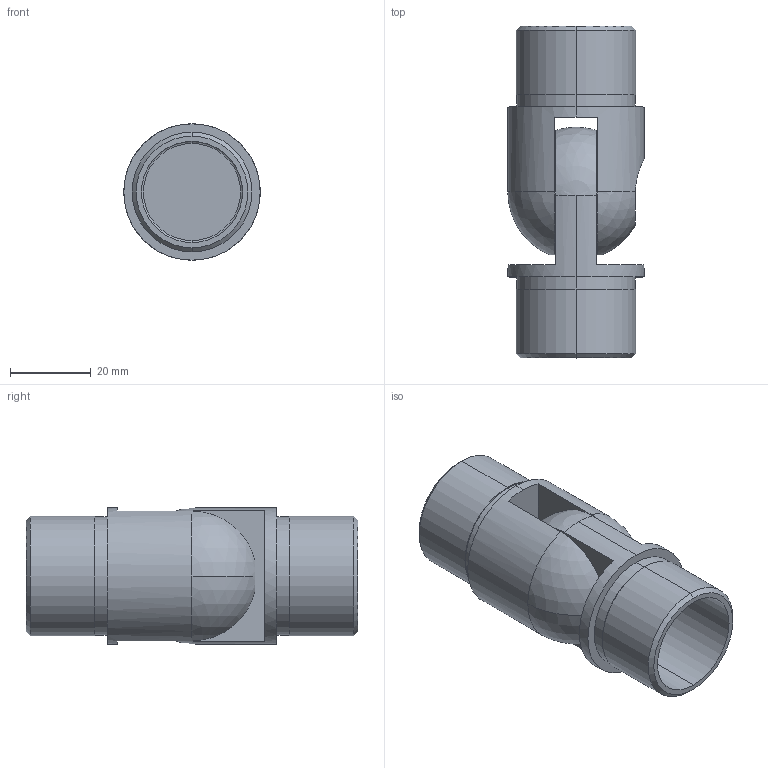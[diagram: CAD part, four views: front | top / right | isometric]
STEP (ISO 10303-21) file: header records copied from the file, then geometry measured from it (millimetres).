
FILE_DESCRIPTION (( 'STEP AP203' ), '1' );
FILE_NAME ('A_0858-000.STEP', '2022-03-11T12:39:41', ( '' ), ( '' ), 'SwSTEP 2.0', 'SolidWorks 2019', '' );
FILE_SCHEMA (( 'CONFIG_CONTROL_DESIGN' ));
Length unit declared in the file: millimetre
Products named in the file (4): Skrutka DIN 7991_Skrutka M 8x 20 ; A_0858-000.P2; A_0858-000; A_0858-000.P1
Assembly tree (3 placements, depth 2):
  A_0858-000
    A_0858-000.P1
    A_0858-000.P2
    Skrutka DIN 7991_Skrutka M 8x 20 
Bounding box: 33.7 x 82 x 33.7 mm (x, y, z)
Volume: 35896 mm3; surface area: 19082.6 mm2
Topology: 3 solids, 3 shells, 100 faces, 241 edges, 149 vertices
Faces by surface type: cylinder 36, plane 29, cone 16, sphere 10, torus 9
Entity records: 3514 total; most frequent: CARTESIAN_POINT 667, DIRECTION 582, ORIENTED_EDGE 478, AXIS2_PLACEMENT_3D 246, EDGE_CURVE 239, VERTEX_POINT 149, CIRCLE 140, EDGE_LOOP 110
